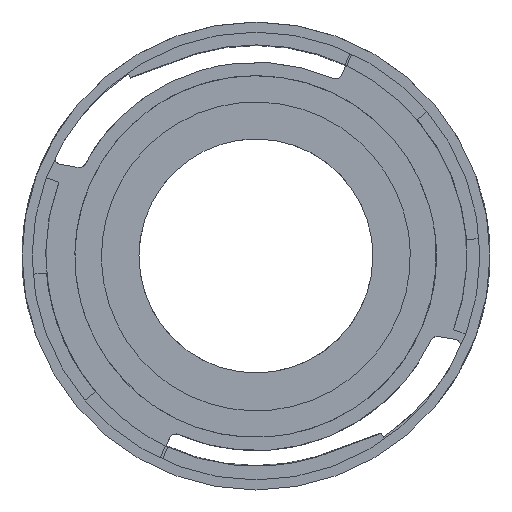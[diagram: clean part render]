
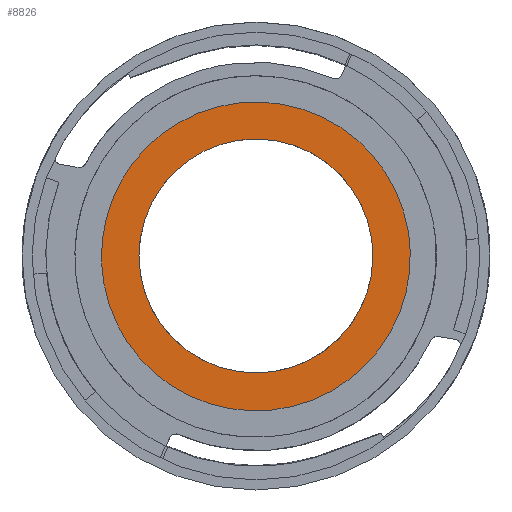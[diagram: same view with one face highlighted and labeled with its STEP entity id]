
A CAD part, front view. The second image highlights one B-rep face of the part: STEP entity #8826.
In plain terms, the highlighted planar face has unit normal (-0.004, -1, -0.001).
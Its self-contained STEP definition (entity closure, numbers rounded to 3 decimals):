
#80=FACE_BOUND('',#1511,.T.);
#548=PLANE('',#9053);
#978=FACE_OUTER_BOUND('',#1510,.T.);
#1510=EDGE_LOOP('',(#7703));
#1511=EDGE_LOOP('',(#7704));
#3368=ELLIPSE('',#9046,23.1,23.1);
#3375=ELLIPSE('',#9054,17.5,17.5);
#4126=VERTEX_POINT('',#19104);
#4132=VERTEX_POINT('',#19121);
#5357=EDGE_CURVE('',#4126,#4126,#3368,.T.);
#5366=EDGE_CURVE('',#4132,#4132,#3375,.T.);
#7703=ORIENTED_EDGE('',*,*,#5357,.F.);
#7704=ORIENTED_EDGE('',*,*,#5366,.F.);
#8826=ADVANCED_FACE('',(#978,#80),#548,.T.);
#9046=AXIS2_PLACEMENT_3D('',#19105,#9753,#9754);
#9053=AXIS2_PLACEMENT_3D('',#19120,#9768,#9769);
#9054=AXIS2_PLACEMENT_3D('',#19122,#9770,#9771);
#9753=DIRECTION('center_axis',(0.004,1.,0.));
#9754=DIRECTION('ref_axis',(-0.999,0.004,-0.032));
#9768=DIRECTION('center_axis',(-0.004,-1.,
0.));
#9769=DIRECTION('ref_axis',(0.087,0.,-0.996));
#9770=DIRECTION('center_axis',(-0.004,-1.,
0.));
#9771=DIRECTION('ref_axis',(0.992,-0.004,-0.124));
#19104=CARTESIAN_POINT('',(22.533,21.124,0.709));
#19105=CARTESIAN_POINT('Origin',(-0.555,21.218,-0.032));
#19120=CARTESIAN_POINT('Origin',(-0.638,21.218,-0.001));
#19121=CARTESIAN_POINT('',(-18.04,21.288,0.033));
#19122=CARTESIAN_POINT('Origin',(-0.54,21.218,0.033));
